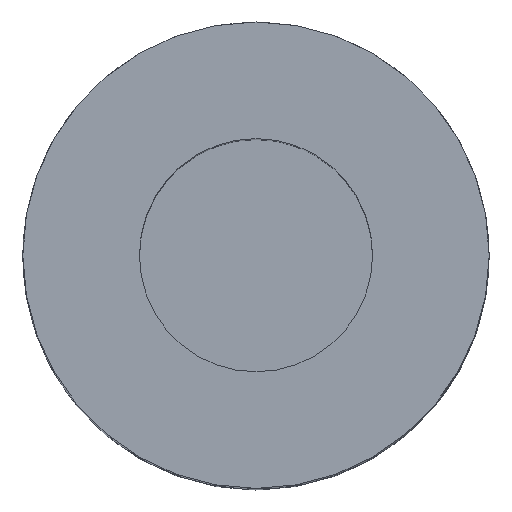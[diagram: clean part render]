
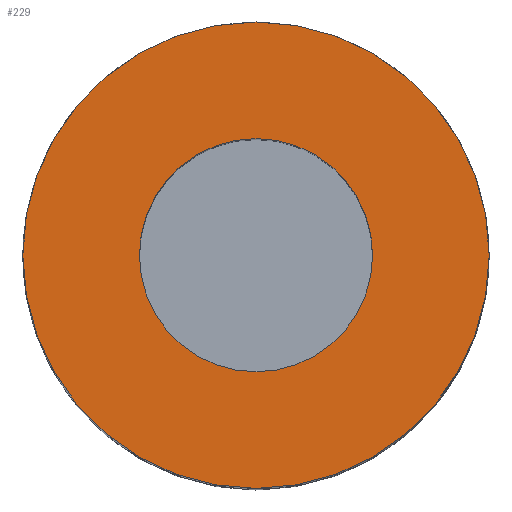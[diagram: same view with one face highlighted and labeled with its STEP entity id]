
A CAD part, top view. The second image highlights one B-rep face of the part: STEP entity #229.
In plain terms, the highlighted planar face has unit normal (0, 0, 1).
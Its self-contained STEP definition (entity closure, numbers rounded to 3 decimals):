
#75 = AXIS2_PLACEMENT_3D ( 'NONE', #114, #284, #225 ) ;
#106 = ORIENTED_EDGE ( 'NONE', *, *, #387, .T. ) ;
#114 = CARTESIAN_POINT ( 'NONE',  ( 0., 0., 32. ) ) ;
#136 = EDGE_LOOP ( 'NONE', ( #506, #304 ) ) ;
#141 = DIRECTION ( 'NONE',  ( 1., 0., 0. ) ) ;
#142 = VERTEX_POINT ( 'NONE', #218 ) ;
#157 = AXIS2_PLACEMENT_3D ( 'NONE', #184, #403, #292 ) ;
#172 = AXIS2_PLACEMENT_3D ( 'NONE', #181, #674, #141 ) ;
#181 = CARTESIAN_POINT ( 'NONE',  ( 0., 0., 32. ) ) ;
#184 = CARTESIAN_POINT ( 'NONE',  ( 0., 0., 32. ) ) ;
#198 = CARTESIAN_POINT ( 'NONE',  ( 4., 0., 32. ) ) ;
#218 = CARTESIAN_POINT ( 'NONE',  ( -4., 0., 32. ) ) ;
#225 = DIRECTION ( 'NONE',  ( 1., 0., 0. ) ) ;
#228 = CARTESIAN_POINT ( 'NONE',  ( 8., 0., 32. ) ) ;
#229 = ADVANCED_FACE ( 'NONE', ( #650, #590 ), #697, .T. ) ;
#234 = ORIENTED_EDGE ( 'NONE', *, *, #396, .T. ) ;
#284 = DIRECTION ( 'NONE',  ( 0., 0., 1. ) ) ;
#289 = AXIS2_PLACEMENT_3D ( 'NONE', #652, #339, #546 ) ;
#292 = DIRECTION ( 'NONE',  ( 1., 0., 0. ) ) ;
#299 = CARTESIAN_POINT ( 'NONE',  ( 0., 0., 32. ) ) ;
#304 = ORIENTED_EDGE ( 'NONE', *, *, #618, .F. ) ;
#339 = DIRECTION ( 'NONE',  ( 0., 0., 1. ) ) ;
#364 = DIRECTION ( 'NONE',  ( 1., 0., 0. ) ) ;
#386 = EDGE_LOOP ( 'NONE', ( #234, #106 ) ) ;
#387 = EDGE_CURVE ( 'NONE', #417, #611, #563, .T. ) ;
#396 = EDGE_CURVE ( 'NONE', #611, #417, #655, .T. ) ;
#403 = DIRECTION ( 'NONE',  ( 0., 0., 1. ) ) ;
#411 = AXIS2_PLACEMENT_3D ( 'NONE', #299, #505, #364 ) ;
#417 = VERTEX_POINT ( 'NONE', #228 ) ;
#504 = VERTEX_POINT ( 'NONE', #198 ) ;
#505 = DIRECTION ( 'NONE',  ( 0., 0., 1. ) ) ;
#506 = ORIENTED_EDGE ( 'NONE', *, *, #630, .F. ) ;
#536 = CIRCLE ( 'NONE', #172, 4. ) ;
#546 = DIRECTION ( 'NONE',  ( 1., 0., 0. ) ) ;
#563 = CIRCLE ( 'NONE', #289, 8. ) ;
#590 = FACE_OUTER_BOUND ( 'NONE', #386, .T. ) ;
#611 = VERTEX_POINT ( 'NONE', #613 ) ;
#613 = CARTESIAN_POINT ( 'NONE',  ( -8., 0., 32. ) ) ;
#618 = EDGE_CURVE ( 'NONE', #142, #504, #536, .T. ) ;
#630 = EDGE_CURVE ( 'NONE', #504, #142, #656, .T. ) ;
#650 = FACE_BOUND ( 'NONE', #136, .T. ) ;
#652 = CARTESIAN_POINT ( 'NONE',  ( 0., 0., 32. ) ) ;
#655 = CIRCLE ( 'NONE', #157, 8. ) ;
#656 = CIRCLE ( 'NONE', #411, 4. ) ;
#674 = DIRECTION ( 'NONE',  ( 0., 0., 1. ) ) ;
#697 = PLANE ( 'NONE',  #75 ) ;
